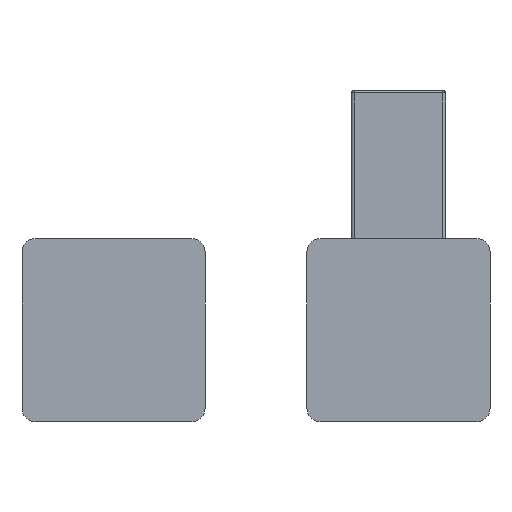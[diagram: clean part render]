
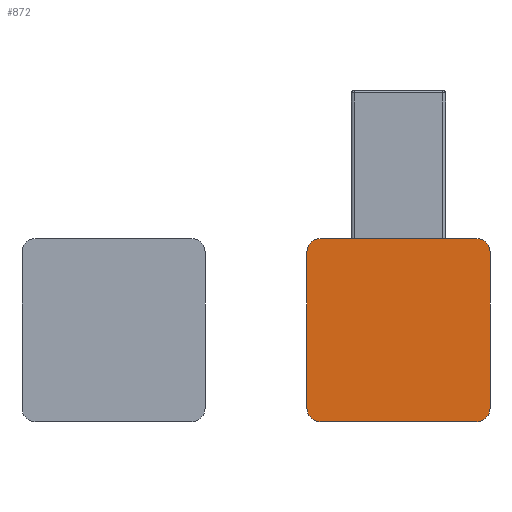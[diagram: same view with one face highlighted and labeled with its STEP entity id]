
A CAD part, front view. The second image highlights one B-rep face of the part: STEP entity #872.
In plain terms, the highlighted planar face has unit normal (0, -1, 0).
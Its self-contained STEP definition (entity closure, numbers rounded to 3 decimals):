
#139=CARTESIAN_POINT('',(139.,51.,-30.));
#140=DIRECTION('',(0.,-1.,0.));
#141=DIRECTION('',(0.,0.,-1.));
#142=AXIS2_PLACEMENT_3D('',#139,#140,#141);
#144=DIRECTION('',(-1.,0.,0.));
#145=VECTOR('',#144,60.);
#146=CARTESIAN_POINT('',(139.,51.,-35.));
#147=LINE('',#146,#145);
#148=CARTESIAN_POINT('',(79.,51.,-30.));
#149=DIRECTION('',(0.,-1.,0.));
#150=DIRECTION('',(-1.,0.,0.));
#151=AXIS2_PLACEMENT_3D('',#148,#149,#150);
#153=DIRECTION('',(0.,0.,1.));
#154=VECTOR('',#153,60.);
#155=CARTESIAN_POINT('',(74.,51.,-30.));
#156=LINE('',#155,#154);
#157=CARTESIAN_POINT('',(79.,51.,30.));
#158=DIRECTION('',(0.,-1.,0.));
#159=DIRECTION('',(0.,0.,1.));
#160=AXIS2_PLACEMENT_3D('',#157,#158,#159);
#162=DIRECTION('',(1.,0.,0.));
#163=VECTOR('',#162,60.);
#164=CARTESIAN_POINT('',(79.,51.,35.));
#165=LINE('',#164,#163);
#166=CARTESIAN_POINT('',(139.,51.,30.));
#167=DIRECTION('',(0.,-1.,0.));
#168=DIRECTION('',(1.,0.,0.));
#169=AXIS2_PLACEMENT_3D('',#166,#167,#168);
#171=DIRECTION('',(0.,0.,-1.));
#172=VECTOR('',#171,60.);
#173=CARTESIAN_POINT('',(144.,51.,30.));
#174=LINE('',#173,#172);
#575=CARTESIAN_POINT('',(139.,51.,-35.));
#576=CARTESIAN_POINT('',(144.,51.,-30.));
#577=VERTEX_POINT('',#575);
#578=VERTEX_POINT('',#576);
#583=CARTESIAN_POINT('',(74.,51.,-30.));
#584=CARTESIAN_POINT('',(79.,51.,-35.));
#585=VERTEX_POINT('',#583);
#586=VERTEX_POINT('',#584);
#591=CARTESIAN_POINT('',(79.,51.,35.));
#592=CARTESIAN_POINT('',(74.,51.,30.));
#593=VERTEX_POINT('',#591);
#594=VERTEX_POINT('',#592);
#599=CARTESIAN_POINT('',(144.,51.,30.));
#600=CARTESIAN_POINT('',(139.,51.,35.));
#601=VERTEX_POINT('',#599);
#602=VERTEX_POINT('',#600);
#850=CARTESIAN_POINT('',(0.,51.,0.));
#851=DIRECTION('',(0.,-1.,0.));
#852=DIRECTION('',(-1.,0.,0.));
#853=AXIS2_PLACEMENT_3D('',#850,#851,#852);
#854=PLANE('',#853);
#855=ORIENTED_EDGE('',*,*,#833,.F.);
#857=ORIENTED_EDGE('',*,*,#856,.T.);
#859=ORIENTED_EDGE('',*,*,#858,.F.);
#861=ORIENTED_EDGE('',*,*,#860,.T.);
#863=ORIENTED_EDGE('',*,*,#862,.F.);
#865=ORIENTED_EDGE('',*,*,#864,.T.);
#867=ORIENTED_EDGE('',*,*,#866,.F.);
#869=ORIENTED_EDGE('',*,*,#868,.T.);
#870=EDGE_LOOP('',(#855,#857,#859,#861,#863,#865,#867,#869));
#871=FACE_OUTER_BOUND('',#870,.F.);
#872=ADVANCED_FACE('',(#871),#854,.T.);
#143=CIRCLE('',#142,5.);
#152=CIRCLE('',#151,5.);
#161=CIRCLE('',#160,5.);
#170=CIRCLE('',#169,5.);
#833=EDGE_CURVE('',#577,#578,#143,.T.);
#856=EDGE_CURVE('',#577,#586,#147,.T.);
#858=EDGE_CURVE('',#585,#586,#152,.T.);
#860=EDGE_CURVE('',#585,#594,#156,.T.);
#862=EDGE_CURVE('',#593,#594,#161,.T.);
#864=EDGE_CURVE('',#593,#602,#165,.T.);
#866=EDGE_CURVE('',#601,#602,#170,.T.);
#868=EDGE_CURVE('',#601,#578,#174,.T.);
